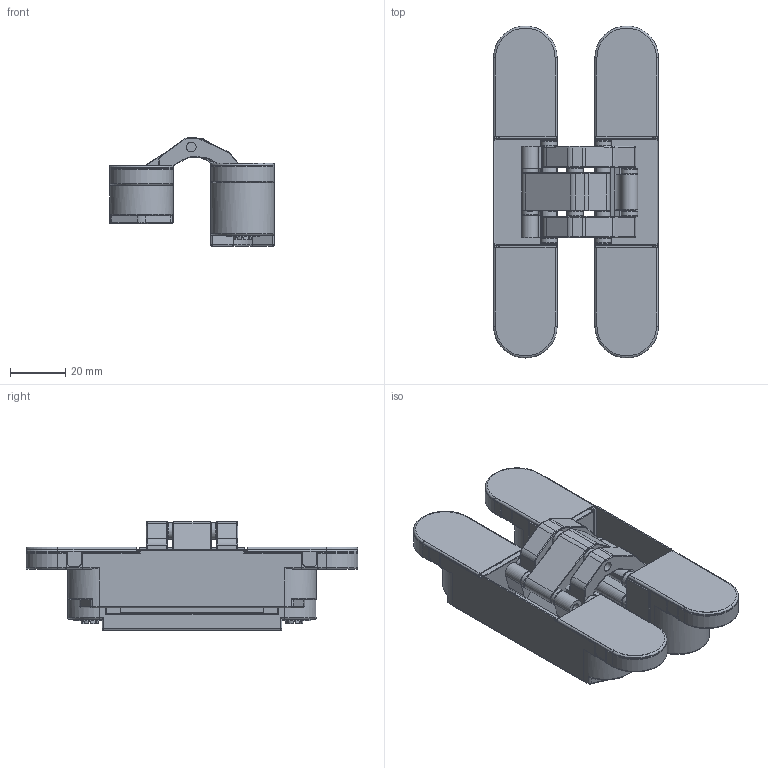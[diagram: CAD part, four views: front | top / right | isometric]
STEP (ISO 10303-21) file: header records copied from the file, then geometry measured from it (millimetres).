
FILE_DESCRIPTION(/* description */ ('Charnière invisible'),/* implementation_level */ '2;1');
FILE_NAME(/* name */ '1575.stp',/* time_stamp */ '2019-08-05T09:37:38+02:00',/* author */ ('DOMINIQUE'),/* organization */ (''),/* preprocessor_version */ 'ST-DEVELOPER v17.2',/* originating_system */ 'Autodesk Inventor 2019',/* authorisation */ '');
FILE_SCHEMA (('AUTOMOTIVE_DESIGN { 1 0 10303 214 3 1 1 }'));
Length unit declared in the file: millimetre
Products named in the file (9): 1575; 1575-1; 1575-1_1; 1575-3; 1575-3_1; 1575-6; 1575-7; 1575-5; 1575-8
Assembly tree (24 placements, depth 2):
  1575
    1575-1
    1575-1_1
    1575-3
    1575-3_1
    1575-6
    1575-7
    1575-5  x14
    1575-8  x4
Bounding box: 59.63 x 120 x 39.19 mm (x, y, z)
Volume: 78256 mm3; surface area: 55781.8 mm2
Topology: 25 solids, 25 shells, 1314 faces, 3142 edges, 1903 vertices
Faces by surface type: cylinder 522, plane 518, torus 204, sphere 50, cone 10, bspline 10
Full cylindrical faces by diameter (mm): 2.85 x2, 3 x13, 3.5 x3, 5 x4, 6 x18, 6.25 x2, 7.7 x2, 8 x2, 10.25 x4, 12 x2
Entity records: 34569 total; most frequent: CARTESIAN_POINT 6316, DIRECTION 6277, ORIENTED_EDGE 5598, EDGE_CURVE 2799, AXIS2_PLACEMENT_3D 2362, VERTEX_POINT 1681, LINE 1553, VECTOR 1553
